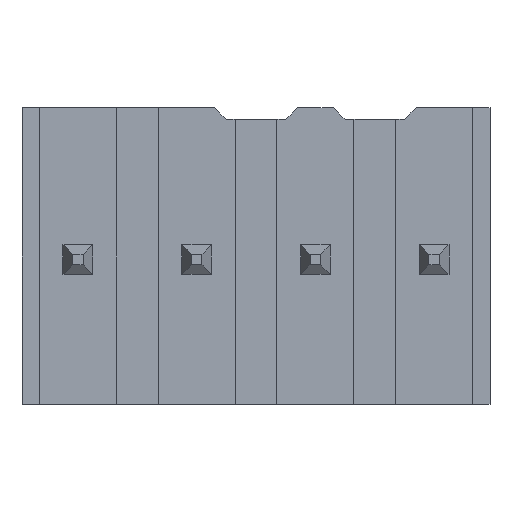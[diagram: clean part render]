
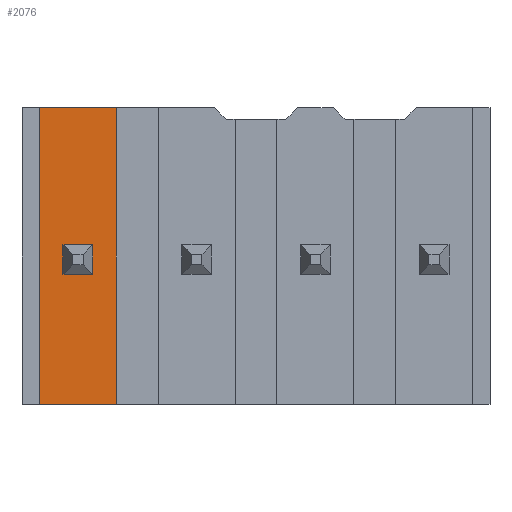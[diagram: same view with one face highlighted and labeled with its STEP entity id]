
A CAD part, front view. The second image highlights one B-rep face of the part: STEP entity #2076.
In plain terms, the highlighted planar face has unit normal (0, -1, 0).
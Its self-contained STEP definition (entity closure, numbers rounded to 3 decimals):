
#56=FACE_BOUND('',#207,.T.);
#82=FACE_OUTER_BOUND('',#206,.T.);
#206=EDGE_LOOP('',(#1482,#1483,#1484,#1485));
#207=EDGE_LOOP('',(#1486,#1487,#1488,#1489));
#321=LINE('',#2864,#610);
#371=LINE('',#2965,#660);
#388=LINE('',#3000,#677);
#398=LINE('',#3019,#687);
#399=LINE('',#3022,#688);
#400=LINE('',#3024,#689);
#401=LINE('',#3025,#690);
#402=LINE('',#3026,#691);
#610=VECTOR('',#2325,1.651);
#660=VECTOR('',#2387,0.635);
#677=VECTOR('',#2420,0.635);
#687=VECTOR('',#2440,0.635);
#688=VECTOR('',#2443,6.35);
#689=VECTOR('',#2444,1.651);
#690=VECTOR('',#2445,6.35);
#691=VECTOR('',#2446,0.635);
#898=VERTEX_POINT('',#2861);
#899=VERTEX_POINT('',#2863);
#943=VERTEX_POINT('',#2962);
#944=VERTEX_POINT('',#2964);
#953=VERTEX_POINT('',#2997);
#954=VERTEX_POINT('',#2999);
#959=VERTEX_POINT('',#3021);
#960=VERTEX_POINT('',#3023);
#1081=EDGE_CURVE('',#899,#898,#321,.T.);
#1131=EDGE_CURVE('',#943,#944,#371,.T.);
#1148=EDGE_CURVE('',#954,#953,#388,.T.);
#1158=EDGE_CURVE('',#944,#953,#398,.T.);
#1159=EDGE_CURVE('',#898,#959,#399,.T.);
#1160=EDGE_CURVE('',#960,#959,#400,.T.);
#1161=EDGE_CURVE('',#899,#960,#401,.T.);
#1162=EDGE_CURVE('',#943,#954,#402,.T.);
#1482=ORIENTED_EDGE('',*,*,#1081,.T.);
#1483=ORIENTED_EDGE('',*,*,#1159,.T.);
#1484=ORIENTED_EDGE('',*,*,#1160,.F.);
#1485=ORIENTED_EDGE('',*,*,#1161,.F.);
#1486=ORIENTED_EDGE('',*,*,#1131,.F.);
#1487=ORIENTED_EDGE('',*,*,#1162,.T.);
#1488=ORIENTED_EDGE('',*,*,#1148,.T.);
#1489=ORIENTED_EDGE('',*,*,#1158,.F.);
#1957=PLANE('',#2209);
#2076=ADVANCED_FACE('',(#82,#56),#1957,.F.);
#2209=AXIS2_PLACEMENT_3D('',#3020,#2441,#2442);
#2325=DIRECTION('',(-1.,0.,0.));
#2387=DIRECTION('',(0.,0.,1.));
#2420=DIRECTION('',(0.,0.,1.));
#2440=DIRECTION('',(-1.,0.,0.));
#2441=DIRECTION('center_axis',(0.,1.,0.));
#2442=DIRECTION('ref_axis',(-1.,0.,0.));
#2443=DIRECTION('',(0.,0.,-1.));
#2444=DIRECTION('',(-1.,0.,0.));
#2445=DIRECTION('',(0.,0.,-1.));
#2446=DIRECTION('',(-1.,0.,0.));
#2861=CARTESIAN_POINT('',(-4.636,-0.953,3.251));
#2863=CARTESIAN_POINT('',(-2.985,-0.953,3.251));
#2864=CARTESIAN_POINT('',(-2.985,-0.953,3.251));
#2962=CARTESIAN_POINT('',(-3.493,-0.953,-0.318));
#2964=CARTESIAN_POINT('',(-3.493,-0.953,0.318));
#2965=CARTESIAN_POINT('',(-3.493,-0.953,-0.318));
#2997=CARTESIAN_POINT('',(-4.128,-0.953,0.318));
#2999=CARTESIAN_POINT('',(-4.128,-0.953,-0.318));
#3000=CARTESIAN_POINT('',(-4.128,-0.953,-0.318));
#3019=CARTESIAN_POINT('',(-3.493,-0.953,0.318));
#3020=CARTESIAN_POINT('Origin',(-2.985,-0.953,3.251));
#3021=CARTESIAN_POINT('',(-4.636,-0.953,-3.099));
#3022=CARTESIAN_POINT('',(-4.636,-0.953,3.251));
#3023=CARTESIAN_POINT('',(-2.985,-0.953,-3.099));
#3024=CARTESIAN_POINT('',(-2.985,-0.953,-3.099));
#3025=CARTESIAN_POINT('',(-2.985,-0.953,3.251));
#3026=CARTESIAN_POINT('',(-3.493,-0.953,-0.318));
